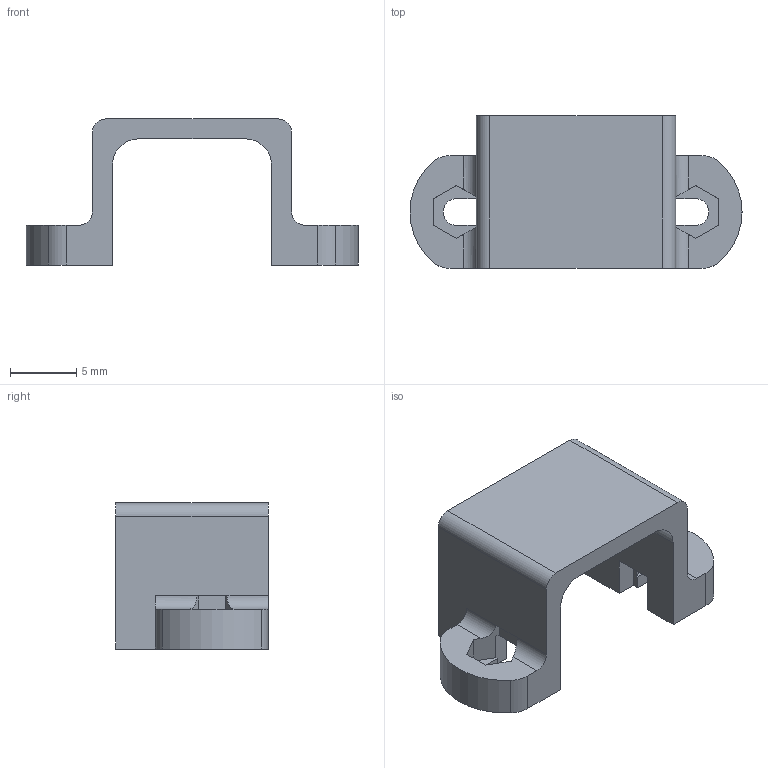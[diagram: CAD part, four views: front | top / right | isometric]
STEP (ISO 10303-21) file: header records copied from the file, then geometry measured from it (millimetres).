
FILE_DESCRIPTION(/* description */ (''),/* implementation_level */ '2;1');
FILE_NAME(/* name */ 'brackets.step',/* time_stamp */ '2022-03-06T14:56:59+05:00',/* author */ (''),/* organization */ (''),/* preprocessor_version */ 'ST-DEVELOPER v18.1',/* originating_system */ 'Autodesk Translation Framework v10.13.0.1454',/* authorisation */ '');
FILE_SCHEMA (('AUTOMOTIVE_DESIGN { 1 0 10303 214 3 1 1 }'));
Length unit declared in the file: millimetre
Products named in the file (1): N20 support
Bounding box: 25 x 11.5 x 11 mm (x, y, z)
Volume: 746.1 mm3; surface area: 1112.1 mm2
Topology: 1 solids, 1 shells, 60 faces, 182 edges, 120 vertices
Faces by surface type: plane 44, cylinder 16
Entity records: 2074 total; most frequent: ORIENTED_EDGE 364, CARTESIAN_POINT 363, DIRECTION 336, EDGE_CURVE 182, LINE 150, VECTOR 150, VERTEX_POINT 120, AXIS2_PLACEMENT_3D 93
